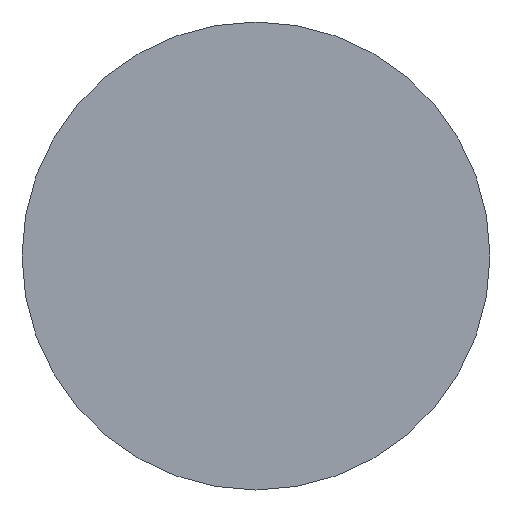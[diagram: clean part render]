
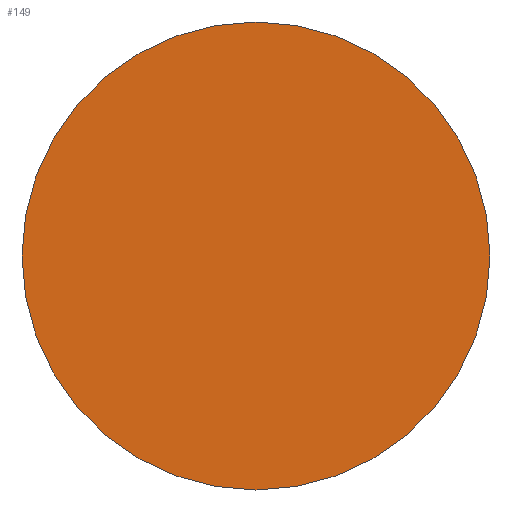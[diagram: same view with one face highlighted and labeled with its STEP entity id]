
A CAD part, front view. The second image highlights one B-rep face of the part: STEP entity #149.
In plain terms, the highlighted planar face has unit normal (0, -1, 0).
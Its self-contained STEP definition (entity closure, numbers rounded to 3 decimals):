
#26=PLANE('',#177);
#32=FACE_OUTER_BOUND('',#43,.T.);
#43=EDGE_LOOP('',(#115));
#67=CIRCLE('',#172,60.);
#75=VERTEX_POINT('',#237);
#88=EDGE_CURVE('',#75,#75,#67,.T.);
#115=ORIENTED_EDGE('',*,*,#88,.T.);
#149=ADVANCED_FACE('',(#32),#26,.F.);
#172=AXIS2_PLACEMENT_3D('',#239,#195,#196);
#177=AXIS2_PLACEMENT_3D('',#247,#206,#207);
#195=DIRECTION('center_axis',(0.,-1.,0.));
#196=DIRECTION('ref_axis',(1.,0.,0.));
#206=DIRECTION('center_axis',(0.,1.,0.));
#207=DIRECTION('ref_axis',(0.,0.,1.));
#237=CARTESIAN_POINT('',(-256.09,-105.,211.579));
#239=CARTESIAN_POINT('Origin',(-196.09,-105.,211.579));
#247=CARTESIAN_POINT('Origin',(-196.09,-105.,211.579));
